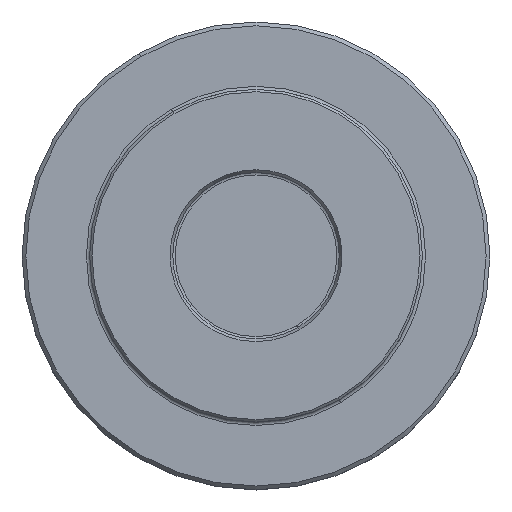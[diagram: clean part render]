
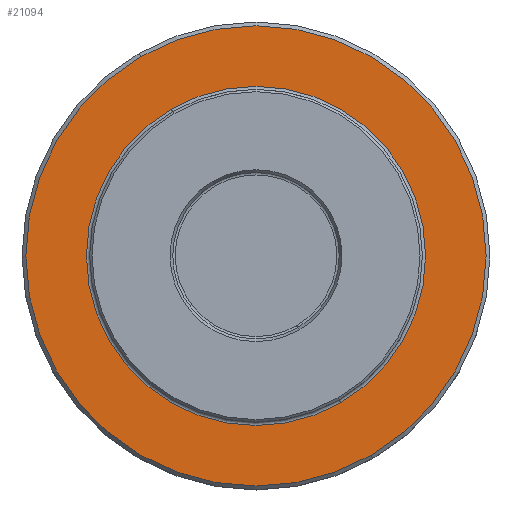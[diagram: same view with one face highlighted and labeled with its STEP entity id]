
A CAD part, top view. The second image highlights one B-rep face of the part: STEP entity #21094.
In plain terms, the highlighted planar face has unit normal (0, 0, 1).
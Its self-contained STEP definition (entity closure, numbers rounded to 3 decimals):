
#10850=CARTESIAN_POINT('',(0.,0.,19.05));
#10851=DIRECTION('',(0.,0.,1.));
#10852=DIRECTION('',(-0.5,0.866,0.));
#10853=AXIS2_PLACEMENT_3D('',#10850,#10851,#10852);
#10858=CARTESIAN_POINT('',(0.,0.,19.05));
#10859=DIRECTION('',(0.,0.,-1.));
#10860=DIRECTION('',(-0.5,0.866,0.));
#10861=AXIS2_PLACEMENT_3D('',#10858,#10859,#10860);
#10880=CARTESIAN_POINT('',(0.,0.,19.05));
#10881=DIRECTION('',(0.,0.,-1.));
#10882=DIRECTION('',(-0.5,0.866,0.));
#10883=AXIS2_PLACEMENT_3D('',#10880,#10881,#10882);
#10888=CARTESIAN_POINT('',(0.,0.,19.05));
#10889=DIRECTION('',(0.,0.,1.));
#10890=DIRECTION('',(-0.5,0.866,0.));
#10891=AXIS2_PLACEMENT_3D('',#10888,#10889,#10890);
#12490=CARTESIAN_POINT('',(-17.838,30.895,19.05));
#12491=VERTEX_POINT('',#12490);
#12492=CARTESIAN_POINT('',(-24.206,41.926,19.05));
#12494=VERTEX_POINT('',#12492);
#12542=CARTESIAN_POINT('',(17.838,-30.895,19.05));
#12543=VERTEX_POINT('',#12542);
#12544=CARTESIAN_POINT('',(24.206,-41.926,19.05));
#12546=VERTEX_POINT('',#12544);
#21079=CARTESIAN_POINT('',(0.,0.,19.05));
#21080=DIRECTION('',(0.,0.,1.));
#21081=DIRECTION('',(0.5,-0.866,0.));
#21082=AXIS2_PLACEMENT_3D('',#21079,#21080,#21081);
#21083=PLANE('',#21082);
#21085=ORIENTED_EDGE('',*,*,#21084,.T.);
#21087=ORIENTED_EDGE('',*,*,#21086,.F.);
#21088=EDGE_LOOP('',(#21085,#21087));
#21089=FACE_OUTER_BOUND('',#21088,.F.);
#21090=ORIENTED_EDGE('',*,*,#21074,.T.);
#21091=ORIENTED_EDGE('',*,*,#21058,.F.);
#21092=EDGE_LOOP('',(#21090,#21091));
#21093=FACE_BOUND('',#21092,.F.);
#21094=ADVANCED_FACE('',(#21089,#21093),#21083,.T.);
#10854=CIRCLE('',#10853,35.675);
#10862=CIRCLE('',#10861,35.675);
#10884=CIRCLE('',#10883,48.413);
#10892=CIRCLE('',#10891,48.413);
#21058=EDGE_CURVE('',#12491,#12543,#10862,.T.);
#21074=EDGE_CURVE('',#12491,#12543,#10854,.T.);
#21084=EDGE_CURVE('',#12494,#12546,#10884,.T.);
#21086=EDGE_CURVE('',#12494,#12546,#10892,.T.);
